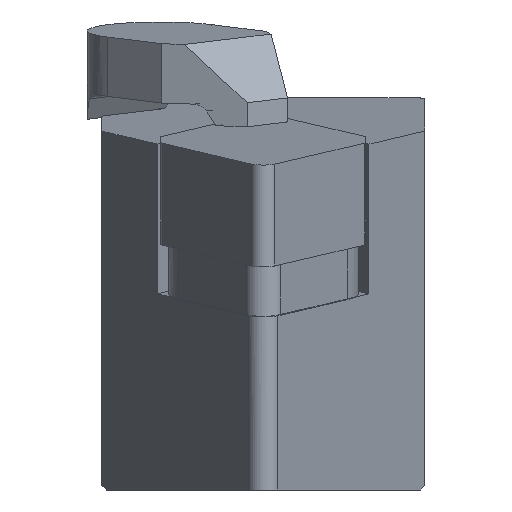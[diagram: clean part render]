
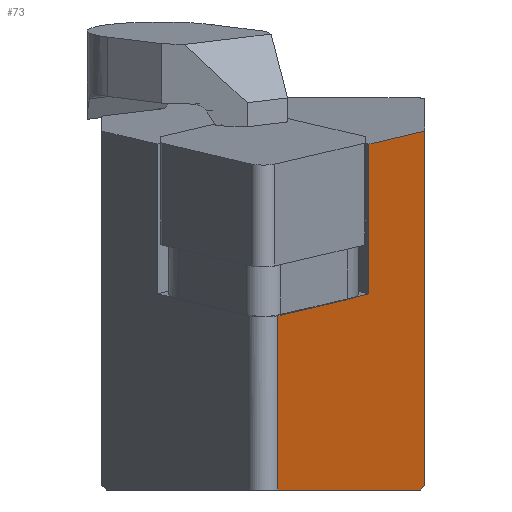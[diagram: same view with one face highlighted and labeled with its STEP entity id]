
A CAD part, left-side view. The second image highlights one B-rep face of the part: STEP entity #73.
In plain terms, the highlighted planar face has unit normal (-0.458, -0.887, -0.056).
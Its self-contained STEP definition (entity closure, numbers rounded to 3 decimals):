
#73=ADVANCED_FACE('',(#195),#143,.F.);
#143=PLANE('',#1307);
#195=FACE_OUTER_BOUND('',#265,.T.);
#265=EDGE_LOOP('',(#631,#632,#633,#634,#635,#636,#637,#638));
#331=LINE('',#1770,#470);
#342=LINE('',#1799,#481);
#348=LINE('',#1815,#487);
#349=LINE('',#1816,#488);
#350=LINE('',#1818,#489);
#351=LINE('',#1820,#490);
#352=LINE('',#1822,#491);
#353=LINE('',#1824,#492);
#470=VECTOR('',#1411,1.);
#481=VECTOR('',#1432,1.);
#487=VECTOR('',#1444,1.);
#488=VECTOR('',#1445,1.);
#489=VECTOR('',#1446,1.);
#490=VECTOR('',#1447,1.);
#491=VECTOR('',#1448,1.);
#492=VECTOR('',#1449,1.);
#631=ORIENTED_EDGE('',*,*,#1105,.F.);
#632=ORIENTED_EDGE('',*,*,#1084,.F.);
#633=ORIENTED_EDGE('',*,*,#1106,.F.);
#634=ORIENTED_EDGE('',*,*,#1107,.F.);
#635=ORIENTED_EDGE('',*,*,#1108,.F.);
#636=ORIENTED_EDGE('',*,*,#1109,.F.);
#637=ORIENTED_EDGE('',*,*,#1110,.F.);
#638=ORIENTED_EDGE('',*,*,#1097,.F.);
#969=VERTEX_POINT('',#1768);
#971=VERTEX_POINT('',#1771);
#983=VERTEX_POINT('',#1798);
#984=VERTEX_POINT('',#1800);
#991=VERTEX_POINT('',#1817);
#992=VERTEX_POINT('',#1819);
#993=VERTEX_POINT('',#1821);
#994=VERTEX_POINT('',#1823);
#1084=EDGE_CURVE('',#969,#971,#331,.T.);
#1097=EDGE_CURVE('',#983,#984,#342,.T.);
#1105=EDGE_CURVE('',#971,#983,#348,.T.);
#1106=EDGE_CURVE('',#991,#969,#349,.T.);
#1107=EDGE_CURVE('',#992,#991,#350,.T.);
#1108=EDGE_CURVE('',#993,#992,#351,.T.);
#1109=EDGE_CURVE('',#994,#993,#352,.T.);
#1110=EDGE_CURVE('',#984,#994,#353,.T.);
#1307=AXIS2_PLACEMENT_3D('',#1825,#1450,#1451);
#1411=DIRECTION('',(0.88,-0.462,0.108));
#1432=DIRECTION('',(0.88,-0.462,0.108));
#1444=DIRECTION('',(-0.122,0.,0.993));
#1445=DIRECTION('',(0.88,-0.462,0.108));
#1446=DIRECTION('',(-0.122,0.,0.993));
#1447=DIRECTION('',(-0.888,0.459,0.));
#1448=DIRECTION('',(-0.788,0.435,-0.435));
#1449=DIRECTION('',(0.122,0.,-0.993));
#1450=DIRECTION('',(0.458,0.887,0.056));
#1451=DIRECTION('',(-0.888,0.459,0.));
#1768=CARTESIAN_POINT('',(13.552,-15.759,-8.038));
#1770=CARTESIAN_POINT('',(21.637,-20.,-7.046));
#1771=CARTESIAN_POINT('',(15.038,-16.539,-7.856));
#1798=CARTESIAN_POINT('',(13.901,-16.539,1.405));
#1799=CARTESIAN_POINT('',(20.5,-20.,2.215));
#1800=CARTESIAN_POINT('',(20.5,-20.,2.215));
#1815=CARTESIAN_POINT('',(18.739,-16.539,-37.999));
#1816=CARTESIAN_POINT('',(21.637,-20.,-7.046));
#1817=CARTESIAN_POINT('',(4.262,-10.887,-9.179));
#1818=CARTESIAN_POINT('',(7.963,-10.887,-39.323));
#1819=CARTESIAN_POINT('',(5.591,-10.887,-20.));
#1820=CARTESIAN_POINT('',(24.894,-20.861,-20.));
#1821=CARTESIAN_POINT('',(22.647,-19.7,-20.));
#1822=CARTESIAN_POINT('',(18.528,-17.428,-22.272));
#1823=CARTESIAN_POINT('',(23.191,-20.,-19.7));
#1824=CARTESIAN_POINT('',(25.339,-20.,-37.189));
#1825=CARTESIAN_POINT('',(25.339,-20.,-37.189));
